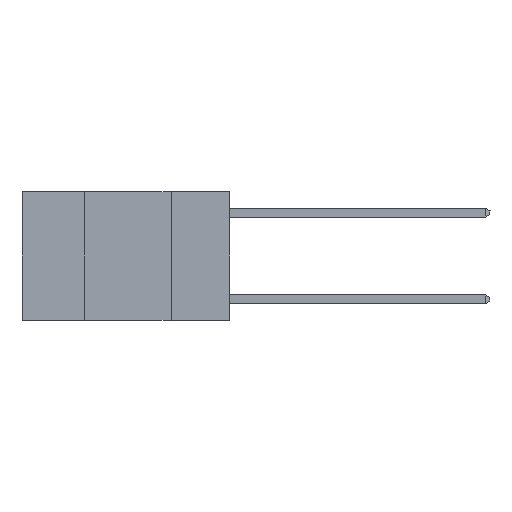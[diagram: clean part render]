
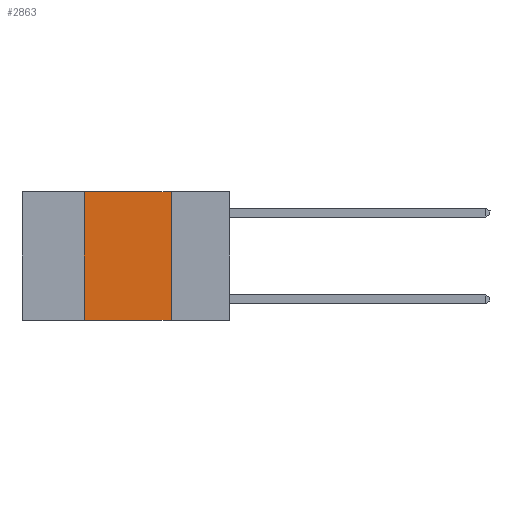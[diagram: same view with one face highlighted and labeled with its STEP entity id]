
A CAD part, left-side view. The second image highlights one B-rep face of the part: STEP entity #2863.
In plain terms, the highlighted planar face has unit normal (-1, 0, 0).
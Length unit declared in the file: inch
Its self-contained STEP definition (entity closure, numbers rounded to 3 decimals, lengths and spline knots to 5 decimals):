
#316 = EDGE_CURVE ( 'NONE', #9542, #5270, #1131, .T. ) ;
#379 = CARTESIAN_POINT ( 'NONE',  ( 0., 0.17, 0. ) ) ;
#596 = LINE ( 'NONE', #4261, #3961 ) ;
#1055 = ORIENTED_EDGE ( 'NONE', *, *, #12877, .F. ) ;
#1131 = LINE ( 'NONE', #14515, #9808 ) ;
#1182 = VECTOR ( 'NONE', #2680, 39.37008 ) ;
#1384 = CARTESIAN_POINT ( 'NONE',  ( 0., 0.6, 0. ) ) ;
#1388 = DIRECTION ( 'NONE',  ( 0., 0., 1. ) ) ;
#1606 = FACE_OUTER_BOUND ( 'NONE', #5052, .T. ) ;
#1758 = DIRECTION ( 'NONE',  ( 1., 0., 0. ) ) ;
#2680 = DIRECTION ( 'NONE',  ( 0., -1., 0. ) ) ;
#2863 = ADVANCED_FACE ( 'NONE', ( #1606 ), #7649, .F. ) ;
#3083 = EDGE_CURVE ( 'NONE', #10198, #5270, #596, .T. ) ;
#3402 = EDGE_CURVE ( 'NONE', #9542, #9480, #12034, .T. ) ;
#3961 = VECTOR ( 'NONE', #9906, 39.37008 ) ;
#4261 = CARTESIAN_POINT ( 'NONE',  ( 0., 0.17, 0. ) ) ;
#5052 = EDGE_LOOP ( 'NONE', ( #9739, #1055, #14735, #15092 ) ) ;
#5270 = VERTEX_POINT ( 'NONE', #14783 ) ;
#6641 = CARTESIAN_POINT ( 'NONE',  ( 0., 0.42, 0. ) ) ;
#7649 = PLANE ( 'NONE',  #10856 ) ;
#8807 = CARTESIAN_POINT ( 'NONE',  ( 0., 0.6, 0. ) ) ;
#9480 = VERTEX_POINT ( 'NONE', #6641 ) ;
#9542 = VERTEX_POINT ( 'NONE', #13617 ) ;
#9739 = ORIENTED_EDGE ( 'NONE', *, *, #3083, .F. ) ;
#9808 = VECTOR ( 'NONE', #11591, 39.37008 ) ;
#9906 = DIRECTION ( 'NONE',  ( 0., 0., -1. ) ) ;
#9954 = DIRECTION ( 'NONE',  ( 0., 0., -1. ) ) ;
#10198 = VERTEX_POINT ( 'NONE', #379 ) ;
#10856 = AXIS2_PLACEMENT_3D ( 'NONE', #8807, #1758, #9954 ) ;
#11591 = DIRECTION ( 'NONE',  ( 0., -1., 0. ) ) ;
#11691 = VECTOR ( 'NONE', #1388, 39.37008 ) ;
#12034 = LINE ( 'NONE', #14175, #11691 ) ;
#12877 = EDGE_CURVE ( 'NONE', #9480, #10198, #13276, .T. ) ;
#13276 = LINE ( 'NONE', #1384, #1182 ) ;
#13617 = CARTESIAN_POINT ( 'NONE',  ( 0., 0.42, -0.37 ) ) ;
#14175 = CARTESIAN_POINT ( 'NONE',  ( 0., 0.42, 0. ) ) ;
#14515 = CARTESIAN_POINT ( 'NONE',  ( 0., 0.6, -0.37 ) ) ;
#14735 = ORIENTED_EDGE ( 'NONE', *, *, #3402, .F. ) ;
#14783 = CARTESIAN_POINT ( 'NONE',  ( 0., 0.17, -0.37 ) ) ;
#15092 = ORIENTED_EDGE ( 'NONE', *, *, #316, .T. ) ;
